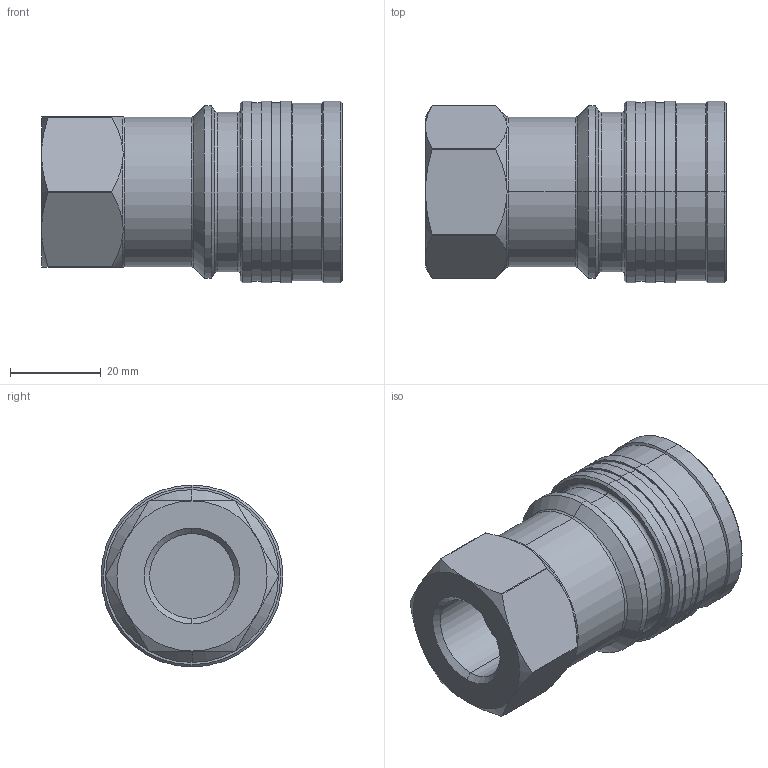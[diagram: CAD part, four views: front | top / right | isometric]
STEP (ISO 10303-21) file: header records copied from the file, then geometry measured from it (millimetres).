
FILE_DESCRIPTION (( 'STEP AP214' ), '1' );
FILE_NAME ('IB5010.STEP', '2014-09-09T09:47:39', ( 'admin' ), ( 'Microsoft' ), 'SwSTEP 2.0', 'SolidWorks 2009', '' );
FILE_SCHEMA (( 'AUTOMOTIVE_DESIGN' ));
Length unit declared in the file: millimetre
Products named in the file (1): IB5010
Bounding box: 66.15 x 40 x 40 mm (x, y, z)
Volume: 50986.8 mm3; surface area: 16245.1 mm2
Topology: 3 solids, 3 shells, 231 faces, 500 edges, 308 vertices
Faces by surface type: cone 78, cylinder 62, torus 46, plane 25, sphere 20
Entity records: 8069 total; most frequent: CARTESIAN_POINT 3036, DIRECTION 1096, ORIENTED_EDGE 1000, EDGE_CURVE 500, AXIS2_PLACEMENT_3D 496, VERTEX_POINT 308, EDGE_LOOP 268, CIRCLE 264
